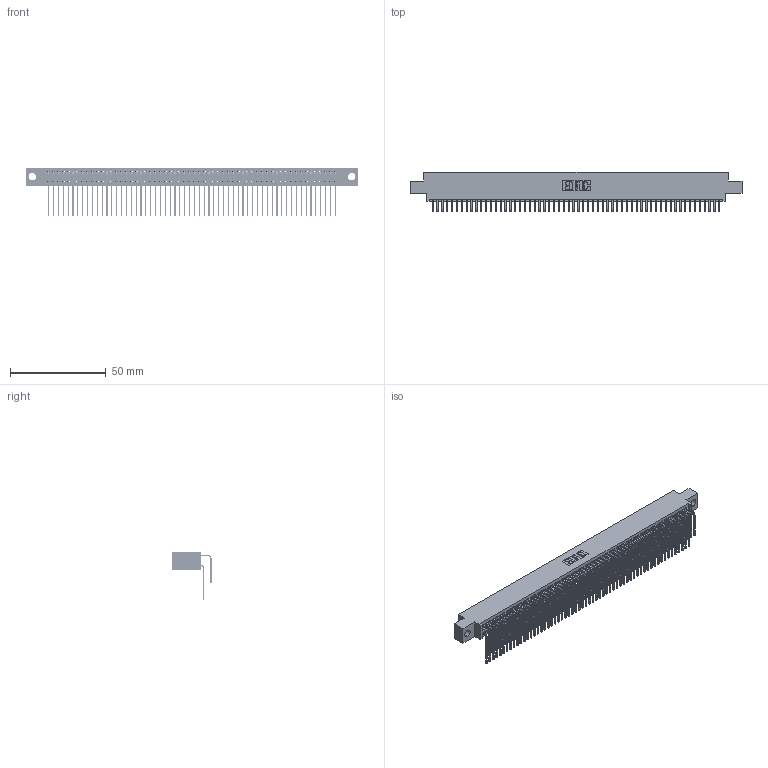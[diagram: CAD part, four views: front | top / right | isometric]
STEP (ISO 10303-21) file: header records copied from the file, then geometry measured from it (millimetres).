
FILE_DESCRIPTION (( 'STEP AP203' ), '1' );
FILE_NAME ('395-120-559-804.STEP', '2018-12-03T16:04:00', ( '' ), ( '' ), 'SwSTEP 2.0', 'SolidWorks 2016', '' );
FILE_SCHEMA (( 'CONFIG_CONTROL_DESIGN' ));
Length unit declared in the file: inch
Products named in the file (4): 345 Part_0.170 Offset - 0.156 Dia-TH; 345-292-001_559 Tail - 2; 345-292-001_558 559 Tail - 1; 395-120-559-804
Assembly tree (121 placements, depth 2):
  395-120-559-804
    345 Part_0.170 Offset - 0.156 Dia-TH
    345-292-001_558 559 Tail - 1  x60
    345-292-001_559 Tail - 2  x60
Bounding box: 173.61 x 20.56 x 25.53 mm (x, y, z)
Volume: 17522.6 mm3; surface area: 29463.9 mm2
Topology: 121 solids, 121 shells, 6370 faces, 18953 edges, 12474 vertices
Faces by surface type: plane 4284, cylinder 2086
Entity records: 46441 total; most frequent: CARTESIAN_POINT 7815, ORIENTED_EDGE 7698, DIRECTION 6841, EDGE_CURVE 3849, LINE 3437, VECTOR 3437, VERTEX_POINT 2562, AXIS2_PLACEMENT_3D 1702
